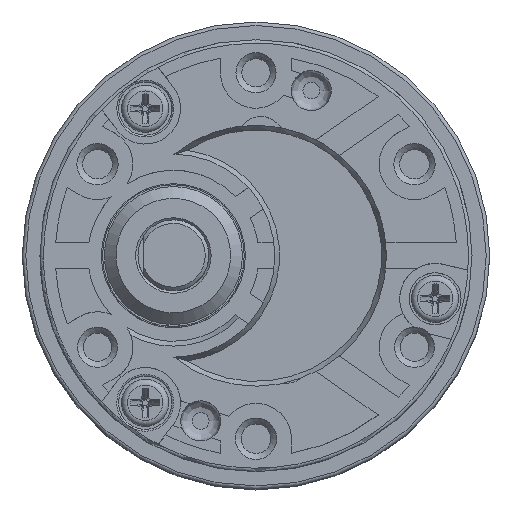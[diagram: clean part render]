
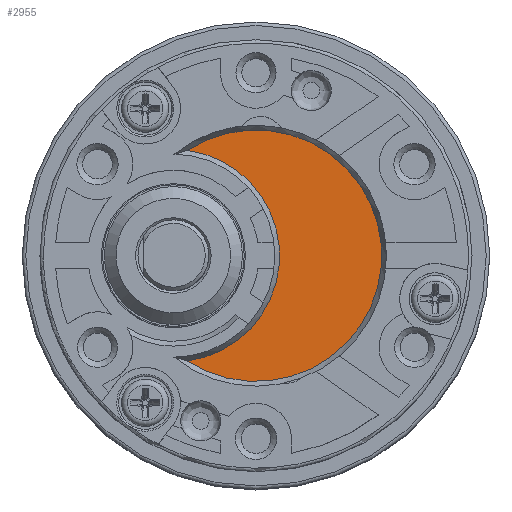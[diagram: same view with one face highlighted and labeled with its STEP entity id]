
A CAD part, top view. The second image highlights one B-rep face of the part: STEP entity #2955.
In plain terms, the highlighted planar face has unit normal (0, 0, 1).
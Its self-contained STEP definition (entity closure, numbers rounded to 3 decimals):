
#465=FACE_OUTER_BOUND('',#4310,.T.);
#907=PLANE('',#11516);
#2955=ADVANCED_FACE('',(#465),#907,.T.);
#4310=EDGE_LOOP('',(#6606,#6607));
#6606=ORIENTED_EDGE('',*,*,#9671,.F.);
#6607=ORIENTED_EDGE('',*,*,#9672,.T.);
#8334=VERTEX_POINT('',#17772);
#8335=VERTEX_POINT('',#17773);
#9671=EDGE_CURVE('',#8334,#8335,#10547,.T.);
#9672=EDGE_CURVE('',#8334,#8335,#10548,.T.);
#10547=CIRCLE('',#11514,9.);
#10548=CIRCLE('',#11515,10.65);
#11514=AXIS2_PLACEMENT_3D('',#17771,#14154,#14155);
#11515=AXIS2_PLACEMENT_3D('',#17774,#14156,#14157);
#11516=AXIS2_PLACEMENT_3D('',#17775,#14158,#14159);
#14154=DIRECTION('',(0.,0.,1.));
#14155=DIRECTION('',(-1.,0.,0.));
#14156=DIRECTION('',(0.,0.,1.));
#14157=DIRECTION('',(-1.,0.,0.));
#14158=DIRECTION('',(0.,0.,1.));
#14159=DIRECTION('',(-1.,0.,0.));
#17771=CARTESIAN_POINT('',(-7.,0.,25.2));
#17772=CARTESIAN_POINT('',(-5.816,-8.922,25.2));
#17773=CARTESIAN_POINT('',(-5.816,8.922,25.2));
#17774=CARTESIAN_POINT('',(0.,0.,25.2));
#17775=CARTESIAN_POINT('',(-3.5,0.,25.2));
